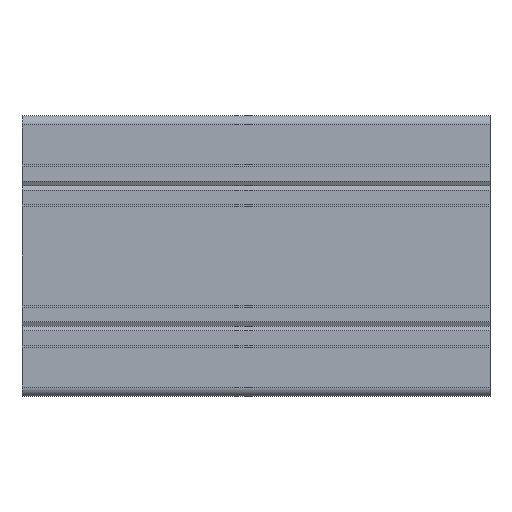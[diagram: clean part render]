
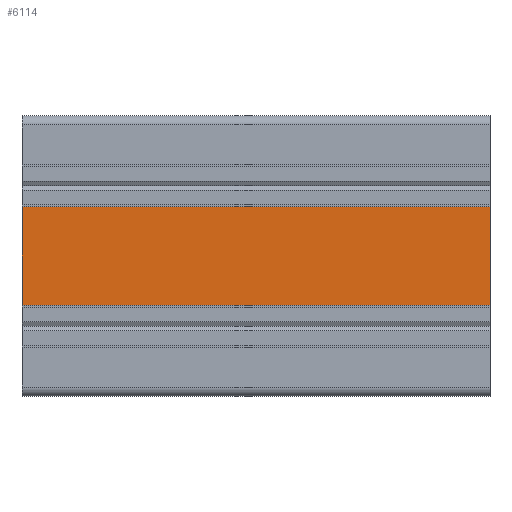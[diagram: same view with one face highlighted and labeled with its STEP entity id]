
A CAD part, front view. The second image highlights one B-rep face of the part: STEP entity #6114.
In plain terms, the highlighted planar face has unit normal (0, -1, 0).
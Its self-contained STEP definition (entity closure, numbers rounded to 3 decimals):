
#430=FACE_OUTER_BOUND('',#746,.T.);
#746=EDGE_LOOP('',(#5399,#5400,#5401,#5402));
#967=LINE('',#8524,#1751);
#1301=LINE('',#9278,#2085);
#1547=LINE('',#9865,#2331);
#1548=LINE('',#9867,#2332);
#1751=VECTOR('',#6837,10.);
#2085=VECTOR('',#7383,1.);
#2331=VECTOR('',#8029,1.);
#2332=VECTOR('',#8032,1.);
#2506=VERTEX_POINT('',#8521);
#2507=VERTEX_POINT('',#8523);
#2820=VERTEX_POINT('',#9275);
#2821=VERTEX_POINT('',#9277);
#3129=EDGE_CURVE('',#2506,#2507,#967,.F.);
#3515=EDGE_CURVE('',#2821,#2820,#1301,.T.);
#3811=EDGE_CURVE('',#2506,#2821,#1547,.T.);
#3812=EDGE_CURVE('',#2507,#2820,#1548,.T.);
#5399=ORIENTED_EDGE('',*,*,#3515,.T.);
#5400=ORIENTED_EDGE('',*,*,#3812,.F.);
#5401=ORIENTED_EDGE('',*,*,#3129,.F.);
#5402=ORIENTED_EDGE('',*,*,#3811,.T.);
#5819=PLANE('',#6536);
#6114=ADVANCED_FACE('',(#430),#5819,.T.);
#6536=AXIS2_PLACEMENT_3D('',#9866,#8030,#8031);
#6837=DIRECTION('',(0.,0.,-1.));
#7383=DIRECTION('',(0.,0.,1.));
#8029=DIRECTION('',(1.,0.,0.));
#8030=DIRECTION('center_axis',(0.,-1.,0.));
#8031=DIRECTION('ref_axis',(0.,0.,-1.));
#8032=DIRECTION('',(1.,0.,0.));
#8521=CARTESIAN_POINT('',(-90.,-30.,-10.5));
#8523=CARTESIAN_POINT('',(-90.,-30.,10.5));
#8524=CARTESIAN_POINT('',(-90.,-30.,-5.25));
#9275=CARTESIAN_POINT('',(10.,-30.,10.5));
#9277=CARTESIAN_POINT('',(10.,-30.,-10.5));
#9278=CARTESIAN_POINT('',(10.,-30.,-10.5));
#9865=CARTESIAN_POINT('',(0.,-30.,-10.5));
#9866=CARTESIAN_POINT('Origin',(0.,-30.,-10.5));
#9867=CARTESIAN_POINT('',(0.,-30.,10.5));
